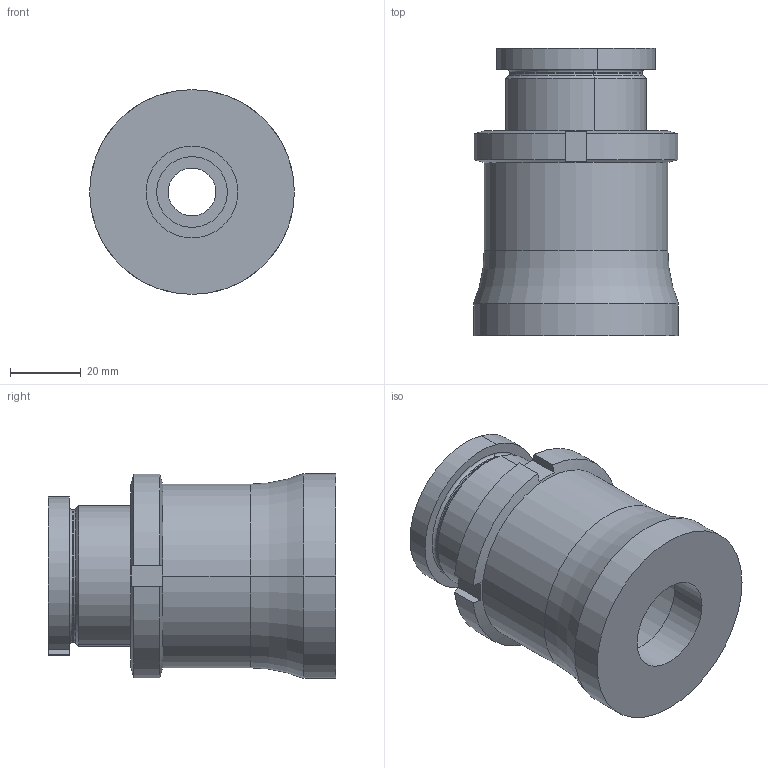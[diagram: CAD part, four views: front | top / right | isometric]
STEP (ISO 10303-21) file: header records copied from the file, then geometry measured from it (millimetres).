
FILE_DESCRIPTION (( 'STEP AP214' ), '1' );
FILE_NAME ('VF 40-0 AF1.STEP', '2015-08-18T13:26:07', ( '' ), ( '' ), 'SwSTEP 2.0', 'SolidWorks 2015', '' );
FILE_SCHEMA (( 'AUTOMOTIVE_DESIGN' ));
Length unit declared in the file: millimetre
Products named in the file (3): VF 40-0 AF1; VF 40 1-0 A1; VF 40 2-0 A1
Assembly tree (2 placements, depth 2):
  VF 40-0 AF1
    VF 40 2-0 A1
    VF 40 1-0 A1
Bounding box: 58 x 81.4 x 58 mm (x, y, z)
Volume: 126656.6 mm3; surface area: 34963.4 mm2
Topology: 2 solids, 2 shells, 65 faces, 151 edges, 94 vertices
Faces by surface type: cylinder 26, plane 23, cone 10, torus 6
Entity records: 2089 total; most frequent: CARTESIAN_POINT 447, DIRECTION 329, ORIENTED_EDGE 302, EDGE_CURVE 151, AXIS2_PLACEMENT_3D 136, VERTEX_POINT 94, EDGE_LOOP 73, CIRCLE 66
